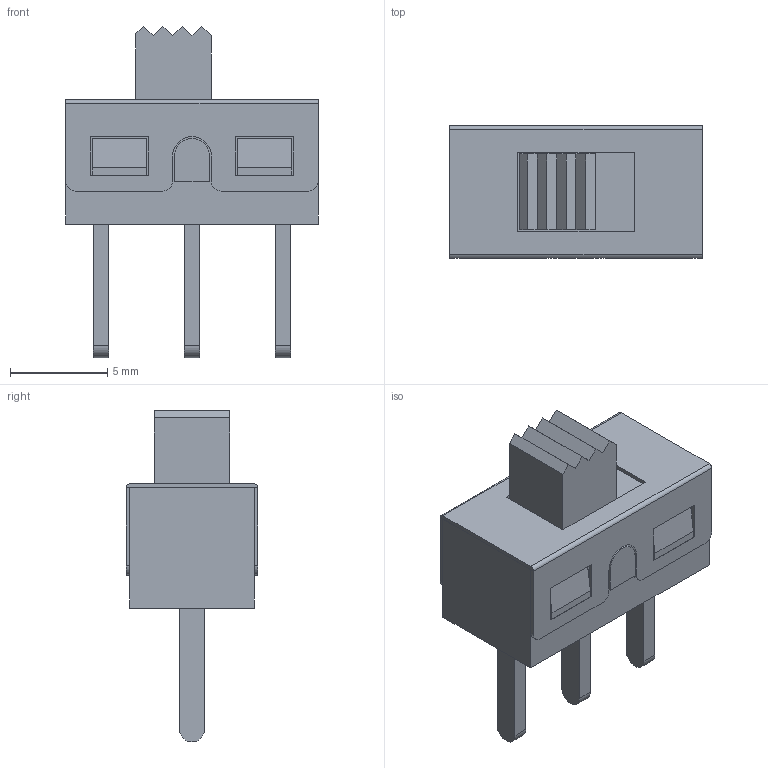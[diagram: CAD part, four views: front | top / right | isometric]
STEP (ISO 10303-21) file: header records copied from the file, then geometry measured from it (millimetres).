
FILE_DESCRIPTION (( 'STEP AP214' ), '1' );
FILE_NAME ('SW-TH_L13.0-W6.8-H6.4-P4.7.step', '2022-07-26T17:11:49', ( '' ), ( '' ), 'SwSTEP 2.0', 'SolidWorks 2020', '' );
FILE_SCHEMA (( 'AUTOMOTIVE_DESIGN' ));
Length unit declared in the file: millimetre
Products named in the file (1): SW-TH_L13.0-W6.8-H6.4-P4.7
Bounding box: 13 x 6.8 x 17.1 mm (x, y, z)
Volume: 627.1 mm3; surface area: 982.6 mm2
Topology: 27 solids, 27 shells, 422 faces, 1083 edges, 722 vertices
Faces by surface type: plane 288, bspline 112, cylinder 22
Entity records: 18210 total; most frequent: CARTESIAN_POINT 4332, ORIENTED_EDGE 2166, DIRECTION 1521, EDGE_CURVE 1083, VECTOR 811, LINE 811, VERTEX_POINT 722, EDGE_LOOP 451
